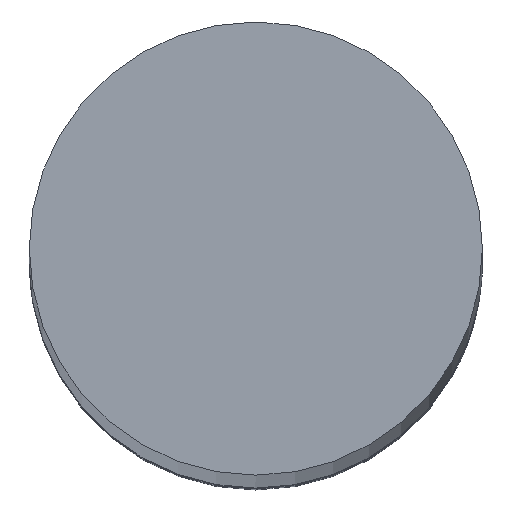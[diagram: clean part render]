
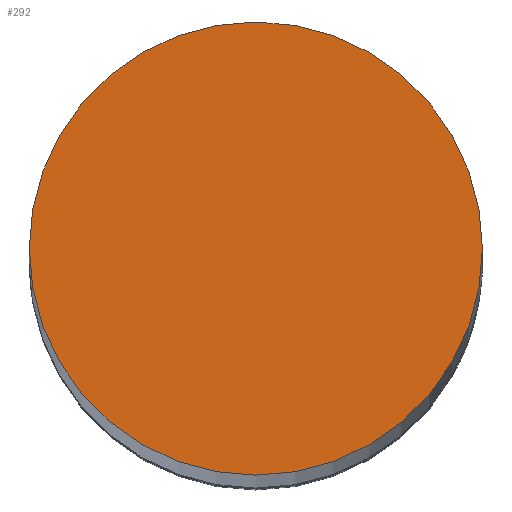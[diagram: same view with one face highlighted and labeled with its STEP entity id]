
A CAD part, top view. The second image highlights one B-rep face of the part: STEP entity #292.
In plain terms, the highlighted planar face has unit normal (0, 0, 1).
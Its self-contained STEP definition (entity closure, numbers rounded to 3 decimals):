
#124 = ORIENTED_EDGE ( 'NONE', *, *, #155, .T. ) ;
#134 = EDGE_LOOP ( 'NONE', ( #294, #124 ) ) ;
#143 = EDGE_CURVE ( 'NONE', #229, #146, #1149, .T. ) ;
#146 = VERTEX_POINT ( 'NONE', #1272 ) ;
#155 = EDGE_CURVE ( 'NONE', #146, #229, #1148, .T. ) ;
#229 = VERTEX_POINT ( 'NONE', #1502 ) ;
#292 = ADVANCED_FACE ( 'NONE', ( #1763 ), #1614, .T. ) ;
#294 = ORIENTED_EDGE ( 'NONE', *, *, #143, .T. ) ;
#1136 = AXIS2_PLACEMENT_3D ( 'NONE', #1276, #1146, #1145 ) ;
#1145 = DIRECTION ( 'NONE',  ( 1., 0., 0. ) ) ;
#1146 = DIRECTION ( 'NONE',  ( 0., 0., 1. ) ) ;
#1148 = CIRCLE ( 'NONE', #1293, 4. ) ;
#1149 = CIRCLE ( 'NONE', #1136, 4. ) ;
#1272 = CARTESIAN_POINT ( 'NONE',  ( 4., 0., 75. ) ) ;
#1276 = CARTESIAN_POINT ( 'NONE',  ( 0., 0., 75. ) ) ;
#1284 = DIRECTION ( 'NONE',  ( 1., 0., 0. ) ) ;
#1285 = DIRECTION ( 'NONE',  ( 0., 0., 1. ) ) ;
#1291 = CARTESIAN_POINT ( 'NONE',  ( 0., 0., 75. ) ) ;
#1293 = AXIS2_PLACEMENT_3D ( 'NONE', #1291, #1285, #1284 ) ;
#1502 = CARTESIAN_POINT ( 'NONE',  ( -4., 0., 75. ) ) ;
#1614 = PLANE ( 'NONE',  #1764 ) ;
#1724 = CARTESIAN_POINT ( 'NONE',  ( 0., 0., 75. ) ) ;
#1755 = DIRECTION ( 'NONE',  ( 1., 0., 0. ) ) ;
#1756 = DIRECTION ( 'NONE',  ( 0., 0., 1. ) ) ;
#1763 = FACE_OUTER_BOUND ( 'NONE', #134, .T. ) ;
#1764 = AXIS2_PLACEMENT_3D ( 'NONE', #1724, #1756, #1755 ) ;
